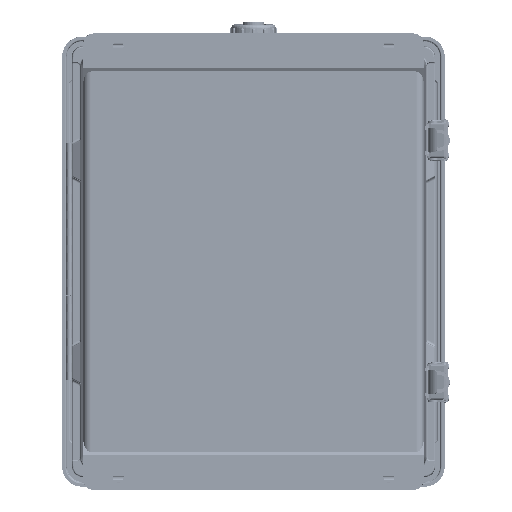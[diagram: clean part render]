
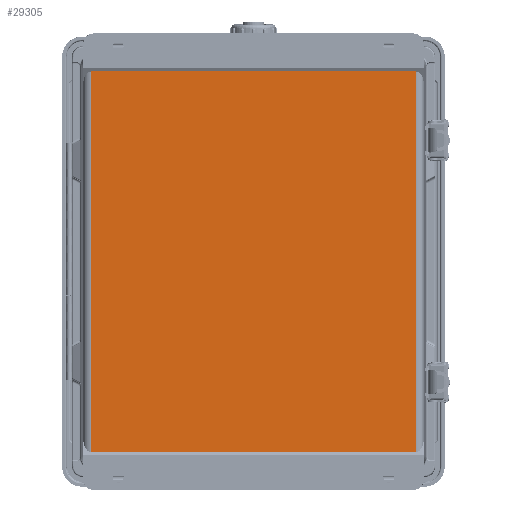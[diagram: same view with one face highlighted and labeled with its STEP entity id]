
A CAD part, front view. The second image highlights one B-rep face of the part: STEP entity #29305.
In plain terms, the highlighted planar face has unit normal (0, -1, 0).
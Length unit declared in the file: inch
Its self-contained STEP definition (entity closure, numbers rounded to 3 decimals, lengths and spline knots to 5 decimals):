
#4559 = DIRECTION ( 'NONE',  ( -1., 0., 0. ) ) ;
#12492 = LINE ( 'NONE', #131871, #164251 ) ;
#16876 = AXIS2_PLACEMENT_3D ( 'NONE', #132707, #176970, #89128 ) ;
#19416 = VECTOR ( 'NONE', #4559, 39.37008 ) ;
#21434 = EDGE_CURVE ( 'NONE', #159602, #103657, #12492, .T. ) ;
#29305 = ADVANCED_FACE ( 'NONE', ( #124502 ), #74261, .F. ) ;
#29934 = ORIENTED_EDGE ( 'NONE', *, *, #170024, .F. ) ;
#34629 = VECTOR ( 'NONE', #86677, 39.37008 ) ;
#38569 = VECTOR ( 'NONE', #91326, 39.37008 ) ;
#43825 = DIRECTION ( 'NONE',  ( 0., 0., 1. ) ) ;
#46053 = EDGE_CURVE ( 'NONE', #145342, #152589, #78351, .T. ) ;
#49893 = ORIENTED_EDGE ( 'NONE', *, *, #46053, .T. ) ;
#74261 = PLANE ( 'NONE',  #16876 ) ;
#78351 = LINE ( 'NONE', #173283, #34629 ) ;
#82279 = ORIENTED_EDGE ( 'NONE', *, *, #21434, .F. ) ;
#86677 = DIRECTION ( 'NONE',  ( 0., 0., 1. ) ) ;
#89128 = DIRECTION ( 'NONE',  ( 0., 0., 1. ) ) ;
#89673 = EDGE_LOOP ( 'NONE', ( #82279, #29934, #49893, #146651 ) ) ;
#91326 = DIRECTION ( 'NONE',  ( -1., 0., 0. ) ) ;
#103657 = VERTEX_POINT ( 'NONE', #170695 ) ;
#107514 = CARTESIAN_POINT ( 'NONE',  ( 5.11811, 0.05906, -12.37803 ) ) ;
#124502 = FACE_OUTER_BOUND ( 'NONE', #89673, .T. ) ;
#131871 = CARTESIAN_POINT ( 'NONE',  ( -4.80523, 0.05906, -1.12591 ) ) ;
#132707 = CARTESIAN_POINT ( 'NONE',  ( 5.11811, 0.05906, -1.12591 ) ) ;
#136621 = LINE ( 'NONE', #107514, #19416 ) ;
#141866 = CARTESIAN_POINT ( 'NONE',  ( 5.11811, 0.05906, -1.12591 ) ) ;
#145342 = VERTEX_POINT ( 'NONE', #183010 ) ;
#146651 = ORIENTED_EDGE ( 'NONE', *, *, #173741, .T. ) ;
#152589 = VERTEX_POINT ( 'NONE', #180232 ) ;
#159602 = VERTEX_POINT ( 'NONE', #162477 ) ;
#162477 = CARTESIAN_POINT ( 'NONE',  ( -4.80523, 0.05906, -12.37803 ) ) ;
#164251 = VECTOR ( 'NONE', #43825, 39.37008 ) ;
#170024 = EDGE_CURVE ( 'NONE', #145342, #159602, #136621, .T. ) ;
#170695 = CARTESIAN_POINT ( 'NONE',  ( -4.80523, 0.05906, -1.12591 ) ) ;
#173283 = CARTESIAN_POINT ( 'NONE',  ( 4.80523, 0.05906, -1.12591 ) ) ;
#173741 = EDGE_CURVE ( 'NONE', #152589, #103657, #190034, .T. ) ;
#176970 = DIRECTION ( 'NONE',  ( 0., 1., 0. ) ) ;
#180232 = CARTESIAN_POINT ( 'NONE',  ( 4.80523, 0.05906, -1.12591 ) ) ;
#183010 = CARTESIAN_POINT ( 'NONE',  ( 4.80523, 0.05906, -12.37803 ) ) ;
#190034 = LINE ( 'NONE', #141866, #38569 ) ;
